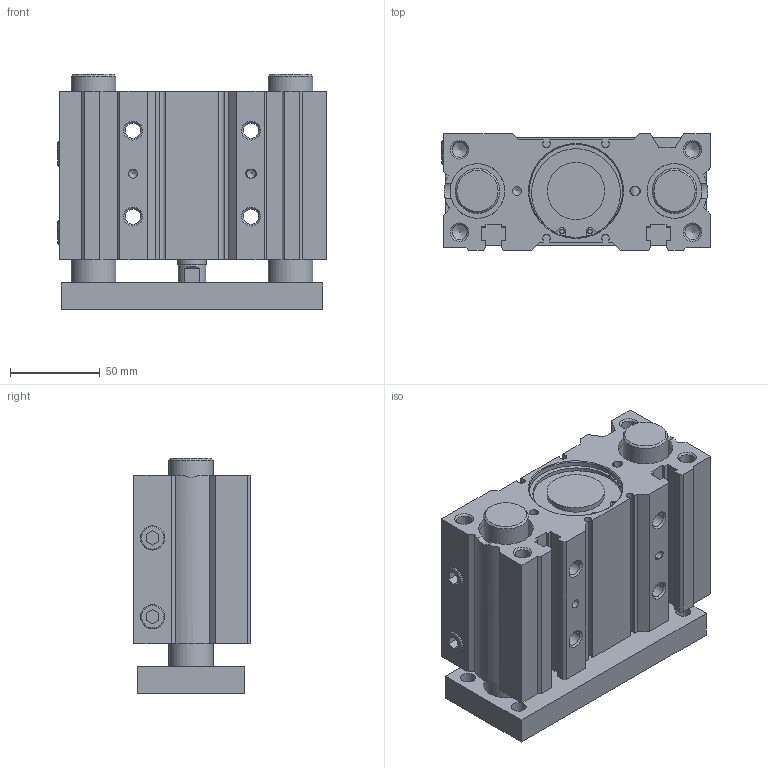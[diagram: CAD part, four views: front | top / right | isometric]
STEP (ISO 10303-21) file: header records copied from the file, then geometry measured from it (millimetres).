
FILE_DESCRIPTION(/* description */ (''),/* implementation_level */ '2;1');
FILE_NAME(/* name */ 'EDM050.025.GS.W.stp',/* time_stamp */ '2022-05-02T10:10:10+02:00',/* author */ ('carlo.corazza'),/* organization */ (''),/* preprocessor_version */ 'ST-DEVELOPER v18',/* originating_system */ 'Autodesk Inventor 2020',/* authorisation */ '');
FILE_SCHEMA (('AUTOMOTIVE_DESIGN { 1 0 10303 214 3 1 1 }'));
Length unit declared in the file: millimetre
Products named in the file (3): EDM050.025.GS.W; CORPO EDM050-W-025; STAFFA-ASTE-STELO-025
Assembly tree (2 placements, depth 2):
  EDM050.025.GS.W
    CORPO EDM050-W-025
    STAFFA-ASTE-STELO-025
Bounding box: 150 x 65 x 131.5 mm (x, y, z)
Volume: 861360.4 mm3; surface area: 166880 mm2
Topology: 2 solids, 5 shells, 364 faces, 994 edges, 677 vertices
Faces by surface type: plane 201, cylinder 107, cone 49, torus 6, bspline 1
Full cylindrical faces by diameter (mm): 2.5 x6, 5 x6, 5.5 x2, 6 x2, 8.376 x8, 8.5 x4, 11.445 x2, 13 x1, 13.5 x3, 14 x4, 15.5 x1, 16 x4, 16.5 x2, 16.72 x1, 17.7 x1, 20.5 x2, 21 x1, 25 x4, 26.8 x2, 30 x2, 30.5 x2, 32 x4, 50 x2, 51.9 x2, 52 x4, 55 x2
Entity records: 12366 total; most frequent: CARTESIAN_POINT 2204, DIRECTION 2111, ORIENTED_EDGE 1966, EDGE_CURVE 983, AXIS2_PLACEMENT_3D 790, VERTEX_POINT 677, LINE 531, VECTOR 531
